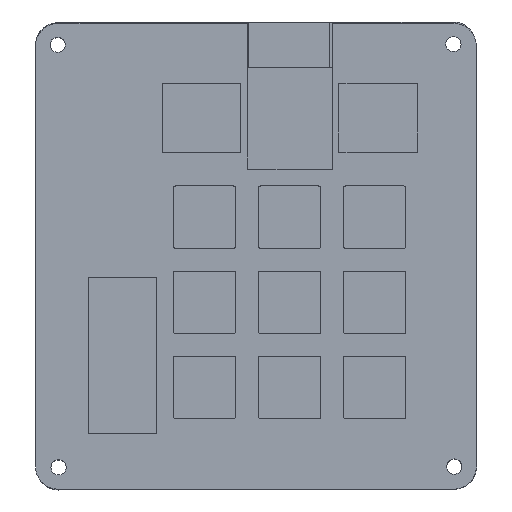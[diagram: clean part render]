
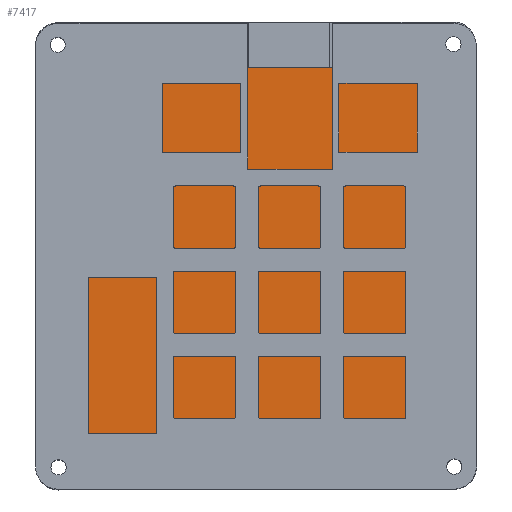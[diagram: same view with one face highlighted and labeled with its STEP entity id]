
A CAD part, top view. The second image highlights one B-rep face of the part: STEP entity #7417.
In plain terms, the highlighted planar face has unit normal (0, 0, 1).
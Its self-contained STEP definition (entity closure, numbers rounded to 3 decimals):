
#7297=CARTESIAN_POINT('',(39.3,-42.3,3.));
#7298=VERTEX_POINT('',#7297);
#7305=CARTESIAN_POINT('',(-39.3,-42.3,3.));
#7306=VERTEX_POINT('',#7305);
#7307=CARTESIAN_POINT('',(-39.3,-42.3,3.));
#7308=DIRECTION('',(1.,0.,-0.));
#7309=VECTOR('',#7308,78.6);
#7310=LINE('',#7307,#7309);
#7311=EDGE_CURVE('',#7306,#7298,#7310,.T.);
#7335=CARTESIAN_POINT('',(39.3,42.3,3.));
#7336=VERTEX_POINT('',#7335);
#7343=CARTESIAN_POINT('',(39.3,-42.3,3.));
#7344=DIRECTION('',(0.,1.,0.));
#7345=VECTOR('',#7344,84.6);
#7346=LINE('',#7343,#7345);
#7347=EDGE_CURVE('',#7298,#7336,#7346,.T.);
#7366=CARTESIAN_POINT('',(-39.3,42.3,3.));
#7367=VERTEX_POINT('',#7366);
#7374=CARTESIAN_POINT('',(39.3,42.3,3.));
#7375=DIRECTION('',(-1.,-0.,0.));
#7376=VECTOR('',#7375,78.6);
#7377=LINE('',#7374,#7376);
#7378=EDGE_CURVE('',#7336,#7367,#7377,.T.);
#7396=CARTESIAN_POINT('',(-39.3,42.3,3.));
#7397=DIRECTION('',(-0.,-1.,-0.));
#7398=VECTOR('',#7397,84.6);
#7399=LINE('',#7396,#7398);
#7400=EDGE_CURVE('',#7367,#7306,#7399,.T.);
#7406=CARTESIAN_POINT('',(0.,0.,3.));
#7407=DIRECTION('',(0.,0.,1.));
#7408=DIRECTION('',(1.,0.,0.));
#7409=AXIS2_PLACEMENT_3D('',#7406,#7407,#7408);
#7410=PLANE('',#7409);
#7411=ORIENTED_EDGE('',*,*,#7311,.T.);
#7412=ORIENTED_EDGE('',*,*,#7347,.T.);
#7413=ORIENTED_EDGE('',*,*,#7378,.T.);
#7414=ORIENTED_EDGE('',*,*,#7400,.T.);
#7415=EDGE_LOOP('',(#7411,#7412,#7413,#7414));
#7416=FACE_BOUND('',#7415,.T.);
#7417=ADVANCED_FACE('',(#7416),#7410,.T.);
